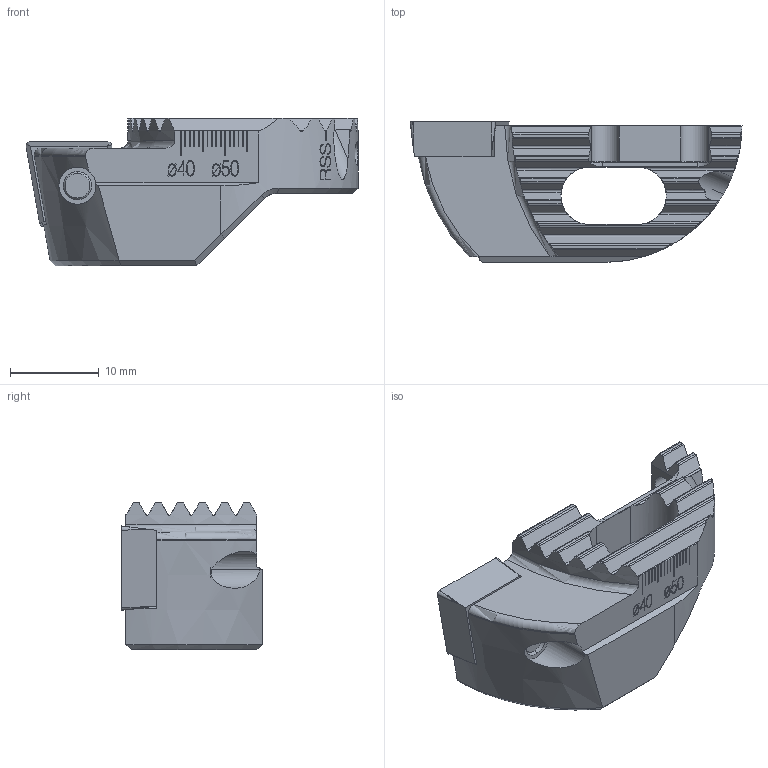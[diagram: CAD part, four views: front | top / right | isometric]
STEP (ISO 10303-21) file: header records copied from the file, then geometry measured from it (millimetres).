
FILE_DESCRIPTION(('no description'),'unknown implementation level');
FILE_NAME('7DEE2545-449A-40FF-B75A-C24165DB69C1_export.stp',' ',('CIMSOURCE GmbH'),('CADClick - KiM GmbH - www.kimweb.de'),'unknown preprocess','ACIS','unknown authorization');
FILE_SCHEMA(('automotive_design'));
Length unit declared in the file: millimetre
Products named in the file (3): 639.490|0640.008;Kombinieren1; 639.490|694.141 ETL M4x9.2 T15 IP 10S;Kreismuster1; 639.490|639.490 Wendeplattenhalter RB 44-54 SW32 CC09;Marke RSS
Bounding box: 37.5 x 15.87 x 16.7 mm (x, y, z)
Volume: 4003.2 mm3; surface area: 3074 mm2
Topology: 3 solids, 3 shells, 910 faces, 2469 edges, 1620 vertices
Faces by surface type: plane 502, bspline 223, cylinder 132, cone 34, torus 15, sphere 4
Entity records: 79383 total; most frequent: CARTESIAN_POINT 30438, STYLED_ITEM 4994, PRESENTATION_STYLE_ASSIGNMENT 4994, COLOUR_RGB 4994, ORIENTED_EDGE 4922, DIRECTION 3509, EDGE_CURVE 2461, CURVE_STYLE 2461
